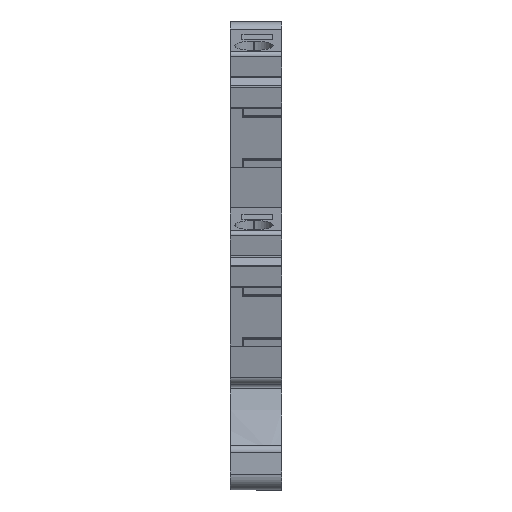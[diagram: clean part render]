
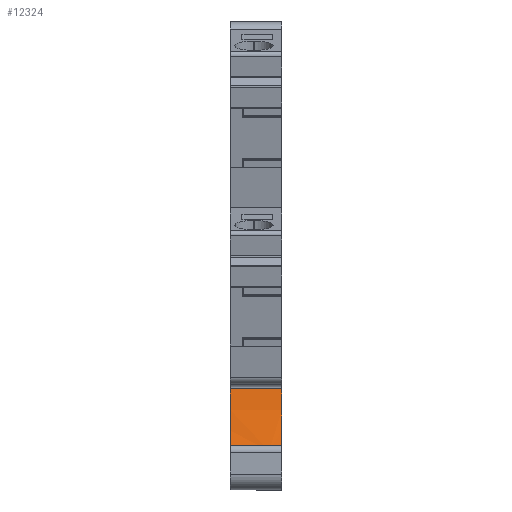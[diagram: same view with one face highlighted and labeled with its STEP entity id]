
A CAD part, front view. The second image highlights one B-rep face of the part: STEP entity #12324.
In plain terms, the highlighted cylindrical face has radius 36.422 mm (diameter 72.843 mm), a partial arc.
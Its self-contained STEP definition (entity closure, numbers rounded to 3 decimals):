
#943=AXIS2_PLACEMENT_3D('Circle Axis2P3D',#941,#942,$) ;
#3812=AXIS2_PLACEMENT_3D('Circle Axis2P3D',#3810,#3811,$) ;
#12308=AXIS2_PLACEMENT_3D('Cylinder Axis2P3D',#12305,#12306,#12307) ;
#938=CARTESIAN_POINT('Vertex',(0.,7.185,4.594)) ;
#941=CARTESIAN_POINT('Axis2P3D Location',(0.,-27.415,15.967)) ;
#945=CARTESIAN_POINT('Vertex',(0.,8.778,11.894)) ;
#3807=CARTESIAN_POINT('Vertex',(6.1,8.778,11.894)) ;
#3810=CARTESIAN_POINT('Axis2P3D Location',(6.1,-27.415,15.967)) ;
#3814=CARTESIAN_POINT('Vertex',(6.1,7.185,4.594)) ;
#12268=CARTESIAN_POINT('Line Origine',(6.075,7.185,4.594)) ;
#12272=CARTESIAN_POINT('Vertex',(6.05,7.185,4.594)) ;
#12275=CARTESIAN_POINT('Line Origine',(6.075,7.185,4.594)) ;
#12279=CARTESIAN_POINT('Vertex',(5.1,7.185,4.594)) ;
#12282=CARTESIAN_POINT('Line Origine',(6.075,7.185,4.594)) ;
#12286=CARTESIAN_POINT('Vertex',(4.6,7.185,4.594)) ;
#12289=CARTESIAN_POINT('Line Origine',(6.075,7.185,4.594)) ;
#12305=CARTESIAN_POINT('Axis2P3D Location',(6.075,-27.415,15.967)) ;
#12310=CARTESIAN_POINT('Line Origine',(6.075,8.778,11.894)) ;
#942=DIRECTION('Axis2P3D Direction',(1.,0.,0.)) ;
#3811=DIRECTION('Axis2P3D Direction',(1.,0.,0.)) ;
#12269=DIRECTION('Vector Direction',(1.,0.,0.)) ;
#12276=DIRECTION('Vector Direction',(1.,0.,0.)) ;
#12283=DIRECTION('Vector Direction',(1.,0.,0.)) ;
#12290=DIRECTION('Vector Direction',(1.,0.,0.)) ;
#12306=DIRECTION('Axis2P3D Direction',(1.,0.,0.)) ;
#12307=DIRECTION('Axis2P3D XDirection',(0.,0.95,-0.312)) ;
#12311=DIRECTION('Vector Direction',(1.,0.,0.)) ;
#12270=VECTOR('Line Direction',#12269,1.) ;
#12277=VECTOR('Line Direction',#12276,1.) ;
#12284=VECTOR('Line Direction',#12283,1.) ;
#12291=VECTOR('Line Direction',#12290,1.) ;
#12312=VECTOR('Line Direction',#12311,1.) ;
#12316=ORIENTED_EDGE('',*,*,#12314,.T.) ;
#12317=ORIENTED_EDGE('',*,*,#947,.F.) ;
#12318=ORIENTED_EDGE('',*,*,#12293,.F.) ;
#12319=ORIENTED_EDGE('',*,*,#12288,.F.) ;
#12320=ORIENTED_EDGE('',*,*,#12281,.F.) ;
#12321=ORIENTED_EDGE('',*,*,#12274,.T.) ;
#12322=ORIENTED_EDGE('',*,*,#3816,.F.) ;
#12324=ADVANCED_FACE('Gehaeuse',(#12323),#12309,.F.) ;
#944=CIRCLE('generated circle',#943,36.422) ;
#3813=CIRCLE('generated circle',#3812,36.422) ;
#12309=CYLINDRICAL_SURFACE('generated cylinder',#12308,36.422) ;
#947=EDGE_CURVE('',#939,#946,#944,.T.) ;
#3816=EDGE_CURVE('',#3808,#3815,#3813,.F.) ;
#12274=EDGE_CURVE('',#12273,#3815,#12271,.T.) ;
#12281=EDGE_CURVE('',#12273,#12280,#12278,.F.) ;
#12288=EDGE_CURVE('',#12280,#12287,#12285,.F.) ;
#12293=EDGE_CURVE('',#12287,#939,#12292,.F.) ;
#12314=EDGE_CURVE('',#3808,#946,#12313,.F.) ;
#12315=EDGE_LOOP('',(#12316,#12317,#12318,#12319,#12320,#12321,#12322)) ;
#12323=FACE_OUTER_BOUND('',#12315,.T.) ;
#12271=LINE('Line',#12268,#12270) ;
#12278=LINE('Line',#12275,#12277) ;
#12285=LINE('Line',#12282,#12284) ;
#12292=LINE('Line',#12289,#12291) ;
#12313=LINE('Line',#12310,#12312) ;
#939=VERTEX_POINT('',#938) ;
#946=VERTEX_POINT('',#945) ;
#3808=VERTEX_POINT('',#3807) ;
#3815=VERTEX_POINT('',#3814) ;
#12273=VERTEX_POINT('',#12272) ;
#12280=VERTEX_POINT('',#12279) ;
#12287=VERTEX_POINT('',#12286) ;
